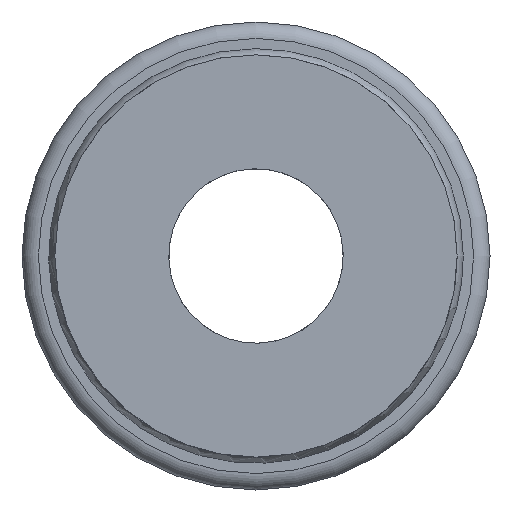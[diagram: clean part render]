
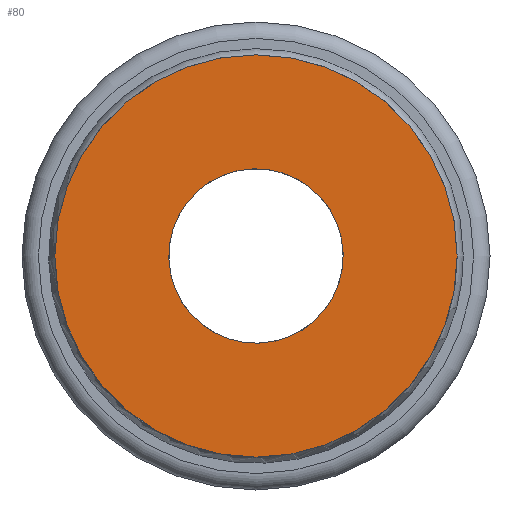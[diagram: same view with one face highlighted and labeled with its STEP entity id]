
A CAD part, left-side view. The second image highlights one B-rep face of the part: STEP entity #80.
In plain terms, the highlighted planar face has unit normal (-1, 0, 0).
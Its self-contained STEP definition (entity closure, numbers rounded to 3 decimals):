
#80=ADVANCED_FACE('',(#303,#305),#307,.F.);
#303=FACE_BOUND('',#304,.T.);
#304=EDGE_LOOP('',(#467,#468));
#305=FACE_BOUND('',#306,.T.);
#306=EDGE_LOOP('',(#469));
#307=PLANE('',#308);
#308=AXIS2_PLACEMENT_3D('',#309,#310,#311);
#309=CARTESIAN_POINT('',(-9.1,0.,0.));
#310=DIRECTION('',(1.,0.,0.));
#311=DIRECTION('',(0.,0.,1.));
#467=ORIENTED_EDGE('',*,*,#551,.T.);
#468=ORIENTED_EDGE('',*,*,#558,.T.);
#469=ORIENTED_EDGE('',*,*,#559,.T.);
#551=EDGE_CURVE('',#668,#666,#669,.T.);
#558=EDGE_CURVE('',#666,#668,#680,.T.);
#559=EDGE_CURVE('',#681,#681,#682,.T.);
#666=VERTEX_POINT('',#1237);
#668=VERTEX_POINT('',#1241);
#669=CIRCLE('',#1242,4.9);
#680=CIRCLE('',#1272,4.9);
#681=VERTEX_POINT('',#1276);
#682=CIRCLE('',#1277,2.125);
#1237=CARTESIAN_POINT('',(-9.1,-4.9,0.));
#1241=CARTESIAN_POINT('',(-9.1,4.9,0.));
#1242=AXIS2_PLACEMENT_3D('',#1243,#1244,#1245);
#1243=CARTESIAN_POINT('',(-9.1,0.,0.));
#1244=DIRECTION('',(-1.,0.,0.));
#1245=DIRECTION('',(0.,1.,0.));
#1272=AXIS2_PLACEMENT_3D('',#1273,#1274,#1275);
#1273=CARTESIAN_POINT('',(-9.1,0.,0.));
#1274=DIRECTION('',(-1.,0.,0.));
#1275=DIRECTION('',(0.,-1.,0.));
#1276=CARTESIAN_POINT('',(-9.1,0.3,-2.104));
#1277=AXIS2_PLACEMENT_3D('',#1278,#1279,#1280);
#1278=CARTESIAN_POINT('',(-9.1,0.,0.));
#1279=DIRECTION('',(1.,0.,0.));
#1280=DIRECTION('',(0.,0.141,0.99));
